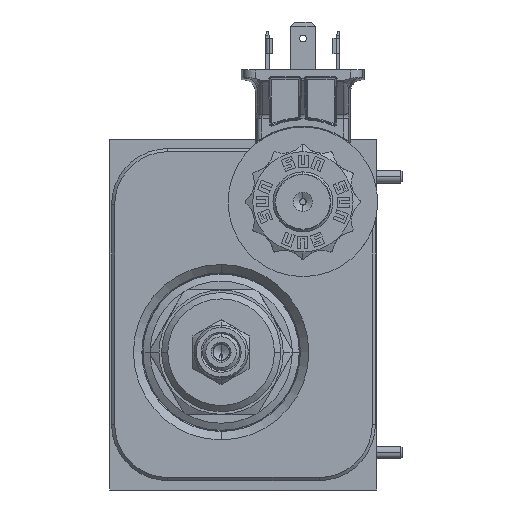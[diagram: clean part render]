
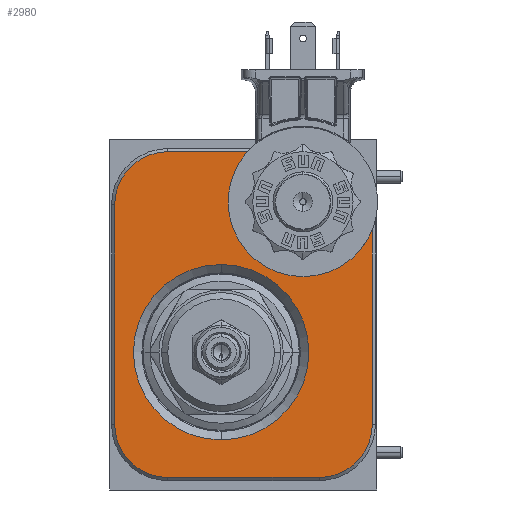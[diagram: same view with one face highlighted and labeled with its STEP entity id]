
A CAD part, left-side view. The second image highlights one B-rep face of the part: STEP entity #2980.
In plain terms, the highlighted planar face has unit normal (-1, 0, 0).
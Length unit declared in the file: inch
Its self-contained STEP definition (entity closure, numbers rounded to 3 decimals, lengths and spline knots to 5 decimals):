
#57=CARTESIAN_POINT('',(0.,-2.086,0.656));
#58=DIRECTION('',(1.,0.,0.));
#59=DIRECTION('',(0.,-1.,0.));
#60=AXIS2_PLACEMENT_3D('',#57,#58,#59);
#71=CARTESIAN_POINT('',(0.,-1.109,1.375));
#72=DIRECTION('',(1.,0.,0.));
#73=DIRECTION('',(0.,0.,-1.));
#74=AXIS2_PLACEMENT_3D('',#71,#72,#73);
#76=CARTESIAN_POINT('',(0.,-1.109,1.375));
#77=DIRECTION('',(1.,0.,0.));
#78=DIRECTION('',(0.,0.,1.));
#79=AXIS2_PLACEMENT_3D('',#76,#77,#78);
#81=CARTESIAN_POINT('',(0.,-1.925,2.875));
#82=DIRECTION('',(1.,0.,0.));
#83=DIRECTION('',(0.,0.,-1.));
#84=AXIS2_PLACEMENT_3D('',#81,#82,#83);
#86=CARTESIAN_POINT('',(0.,-1.925,2.875));
#87=DIRECTION('',(1.,0.,0.));
#88=DIRECTION('',(0.,0.,1.));
#89=AXIS2_PLACEMENT_3D('',#86,#87,#88);
#91=DIRECTION('',(0.,1.,0.));
#92=VECTOR('',#91,1.508);
#93=CARTESIAN_POINT('',(0.,-2.086,0.125));
#94=LINE('',#93,#92);
#111=CARTESIAN_POINT('',(0.,-0.578,0.656));
#112=DIRECTION('',(1.,0.,0.));
#113=DIRECTION('',(0.,0.,-1.));
#114=AXIS2_PLACEMENT_3D('',#111,#112,#113);
#129=DIRECTION('',(0.,0.,1.));
#130=VECTOR('',#129,2.188);
#131=CARTESIAN_POINT('',(0.,-0.047,0.656));
#132=LINE('',#131,#130);
#145=CARTESIAN_POINT('',(0.,-0.578,2.844));
#146=DIRECTION('',(1.,0.,0.));
#147=DIRECTION('',(0.,1.,0.));
#148=AXIS2_PLACEMENT_3D('',#145,#146,#147);
#159=DIRECTION('',(0.,-1.,0.));
#160=VECTOR('',#159,1.508);
#161=CARTESIAN_POINT('',(0.,-0.578,3.375));
#162=LINE('',#161,#160);
#179=CARTESIAN_POINT('',(0.,-2.086,2.844));
#180=DIRECTION('',(1.,0.,0.));
#181=DIRECTION('',(0.,0.,1.));
#182=AXIS2_PLACEMENT_3D('',#179,#180,#181);
#193=DIRECTION('',(0.,0.,-1.));
#194=VECTOR('',#193,2.188);
#195=CARTESIAN_POINT('',(0.,-2.617,2.844));
#196=LINE('',#195,#194);
#2512=CARTESIAN_POINT('',(0.,-0.047,0.656));
#2513=CARTESIAN_POINT('',(0.,-0.047,2.844));
#2514=VERTEX_POINT('',#2512);
#2515=VERTEX_POINT('',#2513);
#2520=CARTESIAN_POINT('',(0.,-0.578,3.375));
#2521=VERTEX_POINT('',#2520);
#2524=CARTESIAN_POINT('',(0.,-2.086,3.375));
#2525=VERTEX_POINT('',#2524);
#2528=CARTESIAN_POINT('',(0.,-2.617,2.844));
#2529=VERTEX_POINT('',#2528);
#2532=CARTESIAN_POINT('',(0.,-2.617,0.656));
#2533=VERTEX_POINT('',#2532);
#2536=CARTESIAN_POINT('',(0.,-2.086,0.125));
#2537=VERTEX_POINT('',#2536);
#2540=CARTESIAN_POINT('',(0.,-0.578,0.125));
#2541=VERTEX_POINT('',#2540);
#2598=CARTESIAN_POINT('',(0.,-1.109,0.5));
#2599=CARTESIAN_POINT('',(0.,-1.109,2.25));
#2600=VERTEX_POINT('',#2598);
#2601=VERTEX_POINT('',#2599);
#2642=CARTESIAN_POINT('',(0.,-1.925,3.2275));
#2643=VERTEX_POINT('',#2642);
#2658=CARTESIAN_POINT('',(0.,-1.925,2.5225));
#2659=VERTEX_POINT('',#2658);
#2946=CARTESIAN_POINT('',(0.,0.,0.));
#2947=DIRECTION('',(-1.,0.,0.));
#2948=DIRECTION('',(0.,-1.,0.));
#2949=AXIS2_PLACEMENT_3D('',#2946,#2947,#2948);
#2950=PLANE('',#2949);
#2951=ORIENTED_EDGE('',*,*,#2936,.T.);
#2953=ORIENTED_EDGE('',*,*,#2952,.T.);
#2955=ORIENTED_EDGE('',*,*,#2954,.T.);
#2957=ORIENTED_EDGE('',*,*,#2956,.T.);
#2959=ORIENTED_EDGE('',*,*,#2958,.T.);
#2961=ORIENTED_EDGE('',*,*,#2960,.T.);
#2963=ORIENTED_EDGE('',*,*,#2962,.T.);
#2965=ORIENTED_EDGE('',*,*,#2964,.T.);
#2966=EDGE_LOOP('',(#2951,#2953,#2955,#2957,#2959,#2961,#2963,#2965));
#2967=FACE_OUTER_BOUND('',#2966,.F.);
#2969=ORIENTED_EDGE('',*,*,#2968,.F.);
#2971=ORIENTED_EDGE('',*,*,#2970,.F.);
#2972=EDGE_LOOP('',(#2969,#2971));
#2973=FACE_BOUND('',#2972,.F.);
#2975=ORIENTED_EDGE('',*,*,#2974,.F.);
#2977=ORIENTED_EDGE('',*,*,#2976,.F.);
#2978=EDGE_LOOP('',(#2975,#2977));
#2979=FACE_BOUND('',#2978,.F.);
#2980=ADVANCED_FACE('',(#2967,#2973,#2979),#2950,.T.);
#61=CIRCLE('',#60,0.531);
#75=CIRCLE('',#74,0.875);
#80=CIRCLE('',#79,0.875);
#85=CIRCLE('',#84,0.3525);
#90=CIRCLE('',#89,0.3525);
#115=CIRCLE('',#114,0.531);
#149=CIRCLE('',#148,0.531);
#183=CIRCLE('',#182,0.531);
#2936=EDGE_CURVE('',#2533,#2537,#61,.T.);
#2952=EDGE_CURVE('',#2537,#2541,#94,.T.);
#2954=EDGE_CURVE('',#2541,#2514,#115,.T.);
#2956=EDGE_CURVE('',#2514,#2515,#132,.T.);
#2958=EDGE_CURVE('',#2515,#2521,#149,.T.);
#2960=EDGE_CURVE('',#2521,#2525,#162,.T.);
#2962=EDGE_CURVE('',#2525,#2529,#183,.T.);
#2964=EDGE_CURVE('',#2529,#2533,#196,.T.);
#2968=EDGE_CURVE('',#2600,#2601,#75,.T.);
#2970=EDGE_CURVE('',#2601,#2600,#80,.T.);
#2974=EDGE_CURVE('',#2659,#2643,#85,.T.);
#2976=EDGE_CURVE('',#2643,#2659,#90,.T.);
